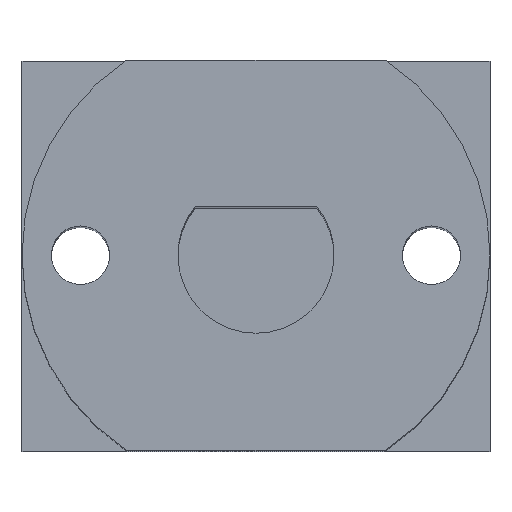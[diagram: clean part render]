
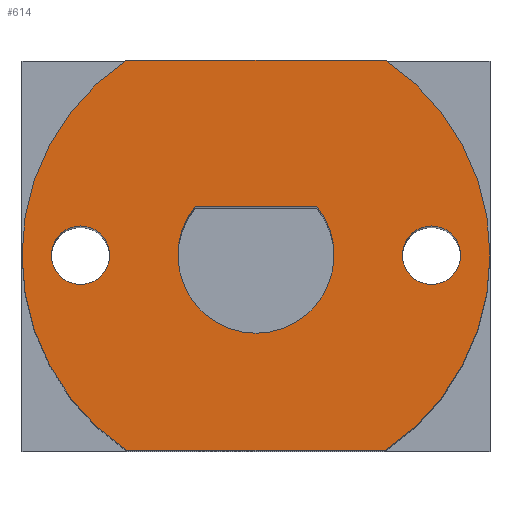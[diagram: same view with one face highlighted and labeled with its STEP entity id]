
A CAD part, top view. The second image highlights one B-rep face of the part: STEP entity #614.
In plain terms, the highlighted planar face has unit normal (0, 0, 1).
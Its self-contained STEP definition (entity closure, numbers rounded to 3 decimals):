
#17=FACE_BOUND('',#88,.T.);
#18=FACE_BOUND('',#89,.T.);
#19=FACE_BOUND('',#90,.T.);
#24=PLANE('',#674);
#50=FACE_OUTER_BOUND('',#87,.T.);
#87=EDGE_LOOP('',(#433,#434,#435,#436));
#88=EDGE_LOOP('',(#437));
#89=EDGE_LOOP('',(#438));
#90=EDGE_LOOP('',(#439,#440));
#133=LINE('',#947,#193);
#134=LINE('',#948,#194);
#135=LINE('',#956,#195);
#193=VECTOR('',#755,10.);
#194=VECTOR('',#756,10.);
#195=VECTOR('',#763,10.);
#251=CIRCLE('',#669,6.);
#254=CIRCLE('',#673,6.);
#255=CIRCLE('',#675,0.75);
#256=CIRCLE('',#676,0.75);
#257=CIRCLE('',#677,2.);
#280=VERTEX_POINT('',#930);
#281=VERTEX_POINT('',#932);
#285=VERTEX_POINT('',#941);
#286=VERTEX_POINT('',#943);
#287=VERTEX_POINT('',#949);
#288=VERTEX_POINT('',#951);
#289=VERTEX_POINT('',#953);
#290=VERTEX_POINT('',#954);
#338=EDGE_CURVE('',#281,#280,#251,.T.);
#343=EDGE_CURVE('',#286,#285,#254,.T.);
#345=EDGE_CURVE('',#285,#281,#133,.T.);
#346=EDGE_CURVE('',#280,#286,#134,.T.);
#347=EDGE_CURVE('',#287,#287,#255,.T.);
#348=EDGE_CURVE('',#288,#288,#256,.T.);
#349=EDGE_CURVE('',#289,#290,#257,.T.);
#350=EDGE_CURVE('',#290,#289,#135,.T.);
#433=ORIENTED_EDGE('',*,*,#343,.T.);
#434=ORIENTED_EDGE('',*,*,#345,.T.);
#435=ORIENTED_EDGE('',*,*,#338,.T.);
#436=ORIENTED_EDGE('',*,*,#346,.T.);
#437=ORIENTED_EDGE('',*,*,#347,.T.);
#438=ORIENTED_EDGE('',*,*,#348,.T.);
#439=ORIENTED_EDGE('',*,*,#349,.T.);
#440=ORIENTED_EDGE('',*,*,#350,.T.);
#614=ADVANCED_FACE('',(#50,#17,#18,#19),#24,.T.);
#669=AXIS2_PLACEMENT_3D('',#933,#740,#741);
#673=AXIS2_PLACEMENT_3D('',#944,#750,#751);
#674=AXIS2_PLACEMENT_3D('',#946,#753,#754);
#675=AXIS2_PLACEMENT_3D('',#950,#757,#758);
#676=AXIS2_PLACEMENT_3D('',#952,#759,#760);
#677=AXIS2_PLACEMENT_3D('',#955,#761,#762);
#740=DIRECTION('center_axis',(0.,0.,1.));
#741=DIRECTION('ref_axis',(-0.553,0.833,0.));
#750=DIRECTION('center_axis',(0.,0.,1.));
#751=DIRECTION('ref_axis',(0.553,-0.833,0.));
#753=DIRECTION('center_axis',(0.,0.,1.));
#754=DIRECTION('ref_axis',(-1.,0.,0.));
#755=DIRECTION('',(-1.,0.,0.));
#756=DIRECTION('',(1.,0.,0.));
#757=DIRECTION('center_axis',(0.,0.,-1.));
#758=DIRECTION('ref_axis',(-1.,0.,0.));
#759=DIRECTION('center_axis',(0.,0.,-1.));
#760=DIRECTION('ref_axis',(-1.,0.,0.));
#761=DIRECTION('center_axis',(0.,0.,-1.));
#762=DIRECTION('ref_axis',(-0.781,0.625,0.));
#763=DIRECTION('',(1.,0.,0.));
#930=CARTESIAN_POINT('',(2.683,0.,24.));
#932=CARTESIAN_POINT('',(2.683,10.,24.));
#933=CARTESIAN_POINT('Origin',(6.,5.,24.));
#941=CARTESIAN_POINT('',(9.317,10.,24.));
#943=CARTESIAN_POINT('',(9.317,0.,24.));
#944=CARTESIAN_POINT('Origin',(6.,5.,24.));
#946=CARTESIAN_POINT('Origin',(6.,5.,24.));
#947=CARTESIAN_POINT('',(9.317,10.,24.));
#948=CARTESIAN_POINT('',(9.317,0.,24.));
#949=CARTESIAN_POINT('',(0.75,5.,24.));
#950=CARTESIAN_POINT('Origin',(1.5,5.,24.));
#951=CARTESIAN_POINT('',(9.75,5.,24.));
#952=CARTESIAN_POINT('Origin',(10.5,5.,24.));
#953=CARTESIAN_POINT('',(7.561,6.25,24.));
#954=CARTESIAN_POINT('',(4.439,6.25,24.));
#955=CARTESIAN_POINT('Origin',(6.,5.,24.));
#956=CARTESIAN_POINT('',(4.439,6.25,24.));
